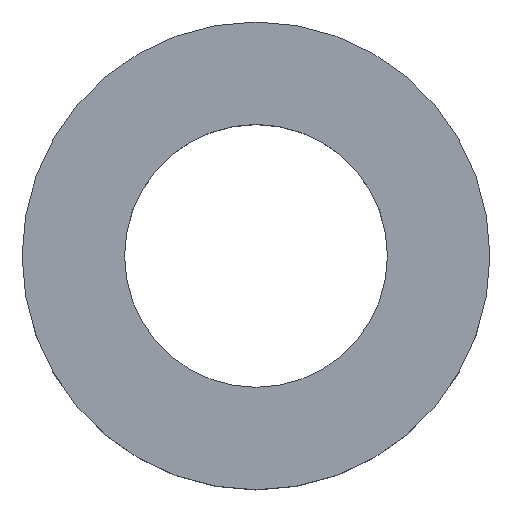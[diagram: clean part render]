
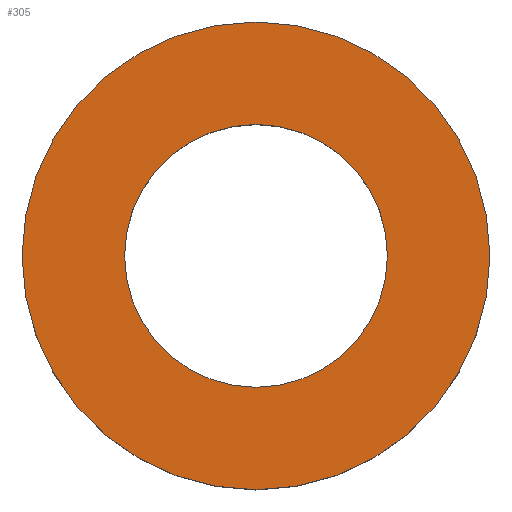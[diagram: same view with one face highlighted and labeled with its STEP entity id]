
A CAD part, top view. The second image highlights one B-rep face of the part: STEP entity #305.
In plain terms, the highlighted planar face has unit normal (0, 0, 1).
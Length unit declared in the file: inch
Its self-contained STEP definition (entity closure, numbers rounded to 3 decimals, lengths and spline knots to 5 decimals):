
#50 = CARTESIAN_POINT ( 'NONE',  ( 0.1405, 0., 0.125 ) ) ;
#51 = CARTESIAN_POINT ( 'NONE',  ( -0.1405, 0., 0.125 ) ) ;
#54 = CARTESIAN_POINT ( 'NONE',  ( -0.25, 0., 0.125 ) ) ;
#55 = CARTESIAN_POINT ( 'NONE',  ( 0.25, 0., 0.125 ) ) ;
#60 = VERTEX_POINT ( 'NONE', #55 ) ;
#61 = VERTEX_POINT ( 'NONE', #54 ) ;
#64 = VERTEX_POINT ( 'NONE', #51 ) ;
#65 = VERTEX_POINT ( 'NONE', #50 ) ;
#66 = ORIENTED_EDGE ( 'NONE', *, *, #313, .T. ) ;
#68 = ORIENTED_EDGE ( 'NONE', *, *, #307, .F. ) ;
#85 = ORIENTED_EDGE ( 'NONE', *, *, #311, .F. ) ;
#88 = ORIENTED_EDGE ( 'NONE', *, *, #312, .T. ) ;
#90 = EDGE_LOOP ( 'NONE', ( #88, #66 ) ) ;
#93 = EDGE_LOOP ( 'NONE', ( #85, #68 ) ) ;
#108 = FACE_OUTER_BOUND ( 'NONE', #90, .T. ) ;
#114 = FACE_BOUND ( 'NONE', #93, .T. ) ;
#143 = AXIS2_PLACEMENT_3D ( 'NONE', #241, #240, #239 ) ;
#147 = AXIS2_PLACEMENT_3D ( 'NONE', #247, #243, #242 ) ;
#150 = AXIS2_PLACEMENT_3D ( 'NONE', #238, #237, #236 ) ;
#236 = DIRECTION ( 'NONE',  ( 1., 0., 0. ) ) ;
#237 = DIRECTION ( 'NONE',  ( 0., 0., 1. ) ) ;
#238 = CARTESIAN_POINT ( 'NONE',  ( 0., 0., 0.125 ) ) ;
#239 = DIRECTION ( 'NONE',  ( 1., 0., 0. ) ) ;
#240 = DIRECTION ( 'NONE',  ( 0., 0., 1. ) ) ;
#241 = CARTESIAN_POINT ( 'NONE',  ( 0., 0., 0.125 ) ) ;
#242 = DIRECTION ( 'NONE',  ( 1., 0., 0. ) ) ;
#243 = DIRECTION ( 'NONE',  ( 0., 0., 1. ) ) ;
#247 = CARTESIAN_POINT ( 'NONE',  ( 0., 0., 0.125 ) ) ;
#254 = DIRECTION ( 'NONE',  ( 1., 0., 0. ) ) ;
#255 = DIRECTION ( 'NONE',  ( 0., 0., 1. ) ) ;
#256 = CARTESIAN_POINT ( 'NONE',  ( 0., 0., 0.125 ) ) ;
#279 = DIRECTION ( 'NONE',  ( 1., 0., 0. ) ) ;
#280 = DIRECTION ( 'NONE',  ( 0., 0., 1. ) ) ;
#285 = CARTESIAN_POINT ( 'NONE',  ( 0., 0., 0.125 ) ) ;
#286 = PLANE ( 'NONE',  #329 ) ;
#291 = CIRCLE ( 'NONE', #150, 0.25 ) ;
#293 = CIRCLE ( 'NONE', #143, 0.25 ) ;
#294 = CIRCLE ( 'NONE', #147, 0.1405 ) ;
#295 = CIRCLE ( 'NONE', #328, 0.1405 ) ;
#305 = ADVANCED_FACE ( 'NONE', ( #108, #114 ), #286, .T. ) ;
#307 = EDGE_CURVE ( 'NONE', #65, #64, #295, .T. ) ;
#311 = EDGE_CURVE ( 'NONE', #64, #65, #294, .T. ) ;
#312 = EDGE_CURVE ( 'NONE', #61, #60, #293, .T. ) ;
#313 = EDGE_CURVE ( 'NONE', #60, #61, #291, .T. ) ;
#328 = AXIS2_PLACEMENT_3D ( 'NONE', #256, #255, #254 ) ;
#329 = AXIS2_PLACEMENT_3D ( 'NONE', #285, #280, #279 ) ;
